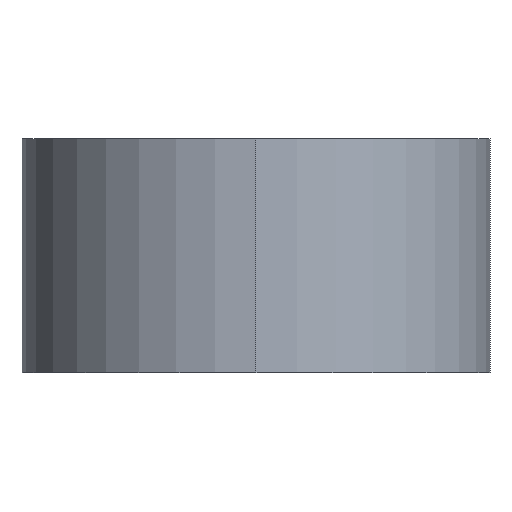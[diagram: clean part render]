
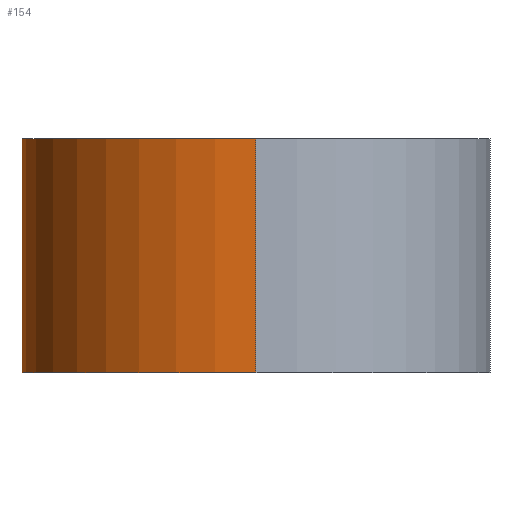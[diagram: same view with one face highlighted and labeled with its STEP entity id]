
A CAD part, left-side view. The second image highlights one B-rep face of the part: STEP entity #154.
In plain terms, the highlighted cylindrical face has radius 40 mm (diameter 80 mm), a partial arc.
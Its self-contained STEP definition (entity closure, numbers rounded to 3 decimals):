
#113=CARTESIAN_POINT('POINT11',(-80.,0.,20.
   ));
#114=VERTEX_POINT('VERTEX11',#113);
#115=CARTESIAN_POINT('POINT12',(-80.,0.,
   -20.));
#116=VERTEX_POINT('VERTEX12',#115);
#117=CARTESIAN_POINT('POS14',(-80.,0.,0.))
   ;
#118=DIRECTION('DIR19',(0.,0.,-1.));
#119=VECTOR('VEC9',#118,1.);
#120=LINE('STRAIGHT9',#117,#119);
#121=EDGE_CURVE('EDGE13',#114,#116,#120,.T.);
#122=ORIENTED_EDGE('COEDGE15',*,*,#121,.F.);
#123=CARTESIAN_POINT('POINT13',(-40.,40.,20.));
#124=VERTEX_POINT('VERTEX13',#123);
#125=CARTESIAN_POINT('POS15',(-40.,0.,20.));
#126=DIRECTION('DIR20',(0.,0.,1.));
#127=DIRECTION('DIR21',(1.,0.,0.));
#128=AXIS2_PLACEMENT_3D('AXIS6',#125,#126,#127);
#129=CIRCLE('ELLIPSE3',#128,40.);
#130=EDGE_CURVE('EDGE14',#124,#114,#129,.T.);
#131=ORIENTED_EDGE('COEDGE16',*,*,#130,.F.);
#132=CARTESIAN_POINT('POINT14',(-40.,40.,-20.));
#133=VERTEX_POINT('VERTEX14',#132);
#134=CARTESIAN_POINT('POS16',(-40.,40.,0.));
#135=DIRECTION('DIR22',(0.,0.,-1.));
#136=VECTOR('VEC10',#135,1.);
#137=LINE('STRAIGHT10',#134,#136);
#138=EDGE_CURVE('EDGE15',#133,#124,#137,.F.);
#139=ORIENTED_EDGE('COEDGE17',*,*,#138,.F.);
#140=CARTESIAN_POINT('POS17',(-40.,0.,-20.));
#141=DIRECTION('DIR23',(0.,0.,-1.));
#142=DIRECTION('DIR24',(1.,0.,0.));
#143=AXIS2_PLACEMENT_3D('AXIS7',#140,#141,#142);
#144=CIRCLE('ELLIPSE4',#143,40.);
#145=EDGE_CURVE('EDGE16',#116,#133,#144,.T.);
#146=ORIENTED_EDGE('COEDGE18',*,*,#145,.F.);
#147=EDGE_LOOP('NONE',(#122,#131,#139,#146));
#148=FACE_BOUND('LOOP1',#147,.T.);
#149=CARTESIAN_POINT('POS18',(-40.,0.,0.));
#150=DIRECTION('DIR25',(0.,0.,1.));
#151=DIRECTION('DIR26',(1.,0.,0.));
#152=AXIS2_PLACEMENT_3D('AXIS8',#149,#150,#151);
#153=CYLINDRICAL_SURFACE('CONE_SURF1',#152,40.);
#154=ADVANCED_FACE('FACE4',(#148),#153,.T.);
